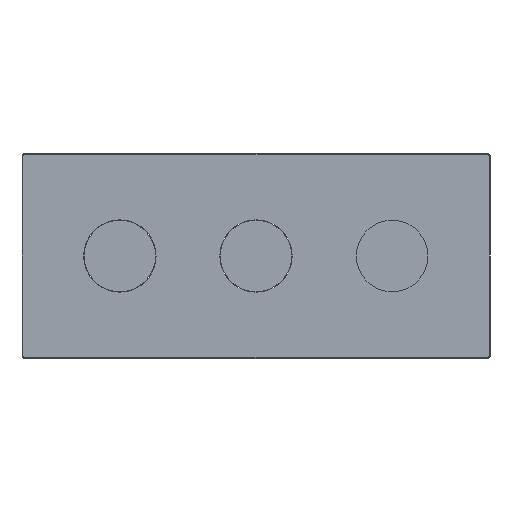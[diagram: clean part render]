
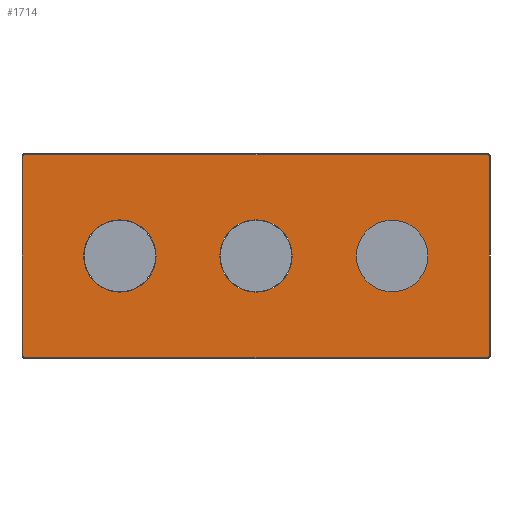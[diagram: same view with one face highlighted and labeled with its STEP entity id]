
A CAD part, left-side view. The second image highlights one B-rep face of the part: STEP entity #1714.
In plain terms, the highlighted planar face has unit normal (-1, 0, 0).
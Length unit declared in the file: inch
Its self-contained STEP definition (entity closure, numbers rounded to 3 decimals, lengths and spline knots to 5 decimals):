
#1033=CARTESIAN_POINT('',(3.,80.,0.));
#1034=DIRECTION('',(1.,0.,0.));
#1035=DIRECTION('',(0.,0.,1.));
#1036=AXIS2_PLACEMENT_3D('',#1033,#1034,#1035);
#1038=CARTESIAN_POINT('',(3.,80.,0.));
#1039=DIRECTION('',(1.,0.,0.));
#1040=DIRECTION('',(0.,0.,-1.));
#1041=AXIS2_PLACEMENT_3D('',#1038,#1039,#1040);
#1043=CARTESIAN_POINT('',(3.,0.,0.));
#1044=DIRECTION('',(1.,0.,0.));
#1045=DIRECTION('',(0.,0.,1.));
#1046=AXIS2_PLACEMENT_3D('',#1043,#1044,#1045);
#1048=CARTESIAN_POINT('',(3.,0.,0.));
#1049=DIRECTION('',(1.,0.,0.));
#1050=DIRECTION('',(0.,0.,-1.));
#1051=AXIS2_PLACEMENT_3D('',#1048,#1049,#1050);
#1053=CARTESIAN_POINT('',(3.,136.5,59.));
#1054=DIRECTION('',(-1.,0.,0.));
#1055=DIRECTION('',(0.,0.,1.));
#1056=AXIS2_PLACEMENT_3D('',#1053,#1054,#1055);
#1058=DIRECTION('',(0.,1.,0.));
#1059=VECTOR('',#1058,273.);
#1060=CARTESIAN_POINT('',(3.,-136.5,59.5));
#1061=LINE('',#1060,#1059);
#1062=CARTESIAN_POINT('',(3.,-136.5,59.));
#1063=DIRECTION('',(-1.,0.,0.));
#1064=DIRECTION('',(0.,-1.,0.));
#1065=AXIS2_PLACEMENT_3D('',#1062,#1063,#1064);
#1067=DIRECTION('',(0.,0.,1.));
#1068=VECTOR('',#1067,118.);
#1069=CARTESIAN_POINT('',(3.,-137.,-59.));
#1070=LINE('',#1069,#1068);
#1071=CARTESIAN_POINT('',(3.,-136.5,-59.));
#1072=DIRECTION('',(-1.,0.,0.));
#1073=DIRECTION('',(0.,0.,-1.));
#1074=AXIS2_PLACEMENT_3D('',#1071,#1072,#1073);
#1076=DIRECTION('',(0.,-1.,0.));
#1077=VECTOR('',#1076,273.);
#1078=CARTESIAN_POINT('',(3.,136.5,-59.5));
#1079=LINE('',#1078,#1077);
#1080=CARTESIAN_POINT('',(3.,136.5,-59.));
#1081=DIRECTION('',(-1.,0.,0.));
#1082=DIRECTION('',(0.,1.,0.));
#1083=AXIS2_PLACEMENT_3D('',#1080,#1081,#1082);
#1085=DIRECTION('',(0.,0.,-1.));
#1086=VECTOR('',#1085,118.);
#1087=CARTESIAN_POINT('',(3.,137.,59.));
#1088=LINE('',#1087,#1086);
#1161=CARTESIAN_POINT('',(3.,-80.,0.));
#1162=DIRECTION('',(1.,0.,0.));
#1163=DIRECTION('',(0.,0.,-1.));
#1164=AXIS2_PLACEMENT_3D('',#1161,#1162,#1163);
#1184=CARTESIAN_POINT('',(3.,-80.,0.));
#1185=DIRECTION('',(1.,0.,0.));
#1186=DIRECTION('',(0.,0.,1.));
#1187=AXIS2_PLACEMENT_3D('',#1184,#1185,#1186);
#1548=CARTESIAN_POINT('',(3.,80.,21.25));
#1549=CARTESIAN_POINT('',(3.,80.,-21.25));
#1550=VERTEX_POINT('',#1548);
#1551=VERTEX_POINT('',#1549);
#1552=CARTESIAN_POINT('',(3.,0.,21.25));
#1553=CARTESIAN_POINT('',(3.,0.,-21.25));
#1554=VERTEX_POINT('',#1552);
#1555=VERTEX_POINT('',#1553);
#1592=CARTESIAN_POINT('',(3.,136.5,59.5));
#1593=CARTESIAN_POINT('',(3.,137.,59.));
#1594=VERTEX_POINT('',#1592);
#1595=VERTEX_POINT('',#1593);
#1600=CARTESIAN_POINT('',(3.,137.,-59.));
#1601=VERTEX_POINT('',#1600);
#1604=CARTESIAN_POINT('',(3.,136.5,-59.5));
#1605=VERTEX_POINT('',#1604);
#1608=CARTESIAN_POINT('',(3.,-136.5,-59.5));
#1609=VERTEX_POINT('',#1608);
#1612=CARTESIAN_POINT('',(3.,-137.,-59.));
#1613=VERTEX_POINT('',#1612);
#1616=CARTESIAN_POINT('',(3.,-137.,59.));
#1617=VERTEX_POINT('',#1616);
#1620=CARTESIAN_POINT('',(3.,-136.5,59.5));
#1621=VERTEX_POINT('',#1620);
#1628=CARTESIAN_POINT('',(3.,-80.,-21.));
#1629=CARTESIAN_POINT('',(3.,-80.,21.));
#1630=VERTEX_POINT('',#1628);
#1631=VERTEX_POINT('',#1629);
#1674=CARTESIAN_POINT('',(3.,0.,0.));
#1675=DIRECTION('',(1.,0.,0.));
#1676=DIRECTION('',(0.,0.,-1.));
#1677=AXIS2_PLACEMENT_3D('',#1674,#1675,#1676);
#1678=PLANE('',#1677);
#1680=ORIENTED_EDGE('',*,*,#1679,.F.);
#1681=ORIENTED_EDGE('',*,*,#1663,.F.);
#1683=ORIENTED_EDGE('',*,*,#1682,.F.);
#1685=ORIENTED_EDGE('',*,*,#1684,.F.);
#1687=ORIENTED_EDGE('',*,*,#1686,.F.);
#1689=ORIENTED_EDGE('',*,*,#1688,.F.);
#1691=ORIENTED_EDGE('',*,*,#1690,.F.);
#1693=ORIENTED_EDGE('',*,*,#1692,.F.);
#1694=EDGE_LOOP('',(#1680,#1681,#1683,#1685,#1687,#1689,#1691,#1693));
#1695=FACE_OUTER_BOUND('',#1694,.F.);
#1697=ORIENTED_EDGE('',*,*,#1696,.F.);
#1699=ORIENTED_EDGE('',*,*,#1698,.F.);
#1700=EDGE_LOOP('',(#1697,#1699));
#1701=FACE_BOUND('',#1700,.F.);
#1703=ORIENTED_EDGE('',*,*,#1702,.F.);
#1705=ORIENTED_EDGE('',*,*,#1704,.F.);
#1706=EDGE_LOOP('',(#1703,#1705));
#1707=FACE_BOUND('',#1706,.F.);
#1709=ORIENTED_EDGE('',*,*,#1708,.F.);
#1711=ORIENTED_EDGE('',*,*,#1710,.F.);
#1712=EDGE_LOOP('',(#1709,#1711));
#1713=FACE_BOUND('',#1712,.F.);
#1714=ADVANCED_FACE('',(#1695,#1701,#1707,#1713),#1678,.F.);
#1037=CIRCLE('',#1036,21.25);
#1042=CIRCLE('',#1041,21.25);
#1047=CIRCLE('',#1046,21.25);
#1052=CIRCLE('',#1051,21.25);
#1057=CIRCLE('',#1056,0.5);
#1066=CIRCLE('',#1065,0.5);
#1075=CIRCLE('',#1074,0.5);
#1084=CIRCLE('',#1083,0.5);
#1165=CIRCLE('',#1164,21.);
#1188=CIRCLE('',#1187,21.);
#1663=EDGE_CURVE('',#1621,#1594,#1061,.T.);
#1679=EDGE_CURVE('',#1594,#1595,#1057,.T.);
#1682=EDGE_CURVE('',#1617,#1621,#1066,.T.);
#1684=EDGE_CURVE('',#1613,#1617,#1070,.T.);
#1686=EDGE_CURVE('',#1609,#1613,#1075,.T.);
#1688=EDGE_CURVE('',#1605,#1609,#1079,.T.);
#1690=EDGE_CURVE('',#1601,#1605,#1084,.T.);
#1692=EDGE_CURVE('',#1595,#1601,#1088,.T.);
#1696=EDGE_CURVE('',#1554,#1555,#1047,.T.);
#1698=EDGE_CURVE('',#1555,#1554,#1052,.T.);
#1702=EDGE_CURVE('',#1630,#1631,#1165,.T.);
#1704=EDGE_CURVE('',#1631,#1630,#1188,.T.);
#1708=EDGE_CURVE('',#1550,#1551,#1037,.T.);
#1710=EDGE_CURVE('',#1551,#1550,#1042,.T.);
